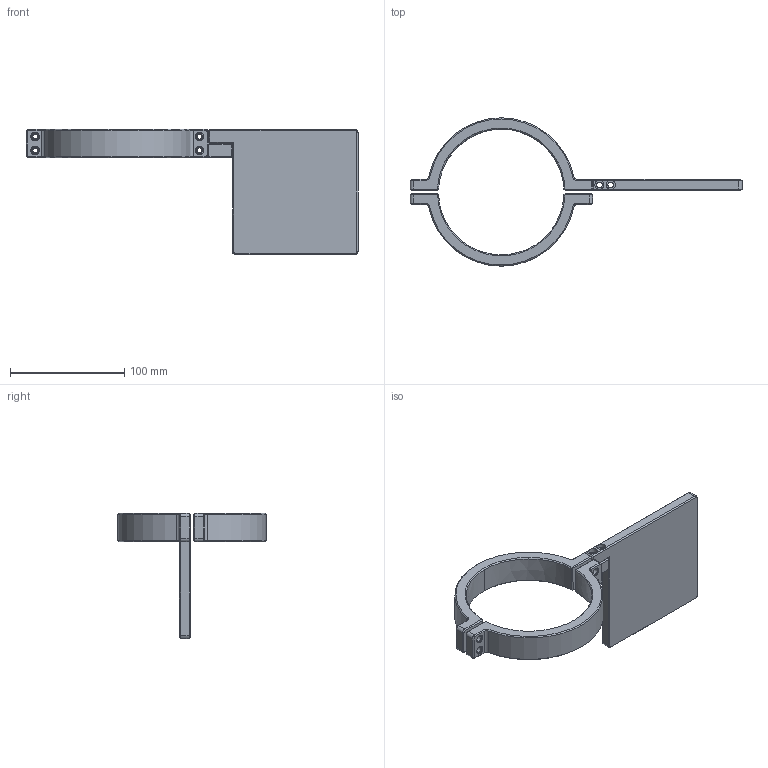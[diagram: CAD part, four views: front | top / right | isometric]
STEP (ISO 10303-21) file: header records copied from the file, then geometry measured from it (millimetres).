
FILE_DESCRIPTION (( 'STEP AP214' ), '1' );
FILE_NAME ('MOUNT, CLAMP.STEP', '2024-12-05T04:06:56', ( 'Johnson & Johnson' ), ( 'Johnson & Johnson' ), 'SwSTEP 2.0', 'SolidWorks 2021', '' );
FILE_SCHEMA (( 'AUTOMOTIVE_DESIGN' ));
Length unit declared in the file: millimetre
Products named in the file (1): MOUNT, CLAMP
Bounding box: 291 x 130 x 110 mm (x, y, z)
Volume: 194864.1 mm3; surface area: 61460.9 mm2
Topology: 3 solids, 3 shells, 225 faces, 508 edges, 298 vertices
Faces by surface type: plane 110, cylinder 63, cone 30, bspline 22
Entity records: 13228 total; most frequent: CARTESIAN_POINT 8210, DIRECTION 1016, ORIENTED_EDGE 1016, EDGE_CURVE 508, AXIS2_PLACEMENT_3D 368, VERTEX_POINT 298, LINE 280, VECTOR 280
